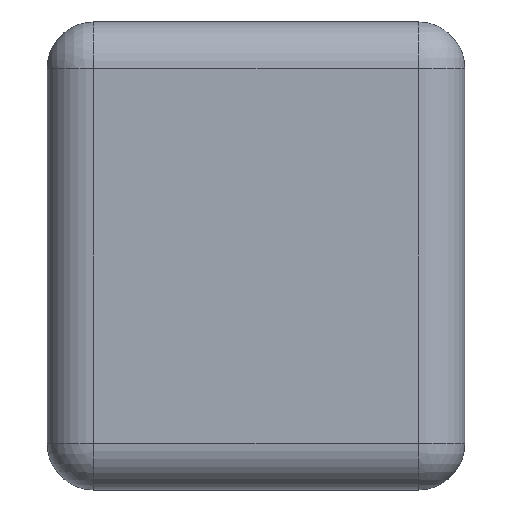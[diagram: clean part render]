
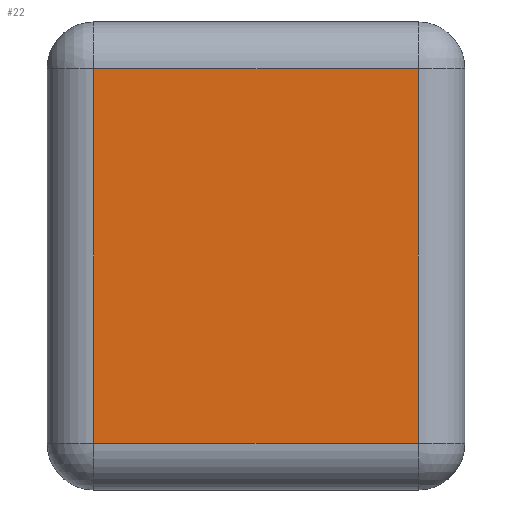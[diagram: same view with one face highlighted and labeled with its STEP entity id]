
A CAD part, left-side view. The second image highlights one B-rep face of the part: STEP entity #22.
In plain terms, the highlighted planar face has unit normal (-1, 0, 0).
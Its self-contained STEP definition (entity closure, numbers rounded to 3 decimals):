
#22=ADVANCED_FACE('',(#23),#57,.F.);
#23=FACE_BOUND('',#24,.T.);
#24=EDGE_LOOP('',(#25,#35,#43,#51));
#25=ORIENTED_EDGE('',*,*,#26,.T.);
#26=EDGE_CURVE('',#27,#29,#31,.T.);
#27=VERTEX_POINT('',#28);
#28=CARTESIAN_POINT('',(-1.0,-0.485,1.26));
#29=VERTEX_POINT('',#30);
#30=CARTESIAN_POINT('',(-1.0,0.485,1.26));
#31=LINE('',#32,#33);
#32=CARTESIAN_POINT('',(-1.0,-0.625,1.26));
#33=VECTOR('',#34,1.0);
#34=DIRECTION('',(0.0,1.0,0.0));
#35=ORIENTED_EDGE('',*,*,#36,.T.);
#36=EDGE_CURVE('',#29,#37,#39,.F.);
#37=VERTEX_POINT('',#38);
#38=CARTESIAN_POINT('',(-1.0,0.485,0.14));
#39=LINE('',#40,#41);
#40=CARTESIAN_POINT('',(-1.0,0.485,0.0));
#41=VECTOR('',#42,1.0);
#42=DIRECTION('',(0.0,0.0,1.0));
#43=ORIENTED_EDGE('',*,*,#44,.T.);
#44=EDGE_CURVE('',#37,#45,#47,.F.);
#45=VERTEX_POINT('',#46);
#46=CARTESIAN_POINT('',(-1.0,-0.485,0.14));
#47=LINE('',#48,#49);
#48=CARTESIAN_POINT('',(-1.0,-0.625,0.14));
#49=VECTOR('',#50,1.0);
#50=DIRECTION('',(0.0,1.0,0.0));
#51=ORIENTED_EDGE('',*,*,#52,.T.);
#52=EDGE_CURVE('',#45,#27,#53,.T.);
#53=LINE('',#54,#55);
#54=CARTESIAN_POINT('',(-1.0,-0.485,0.0));
#55=VECTOR('',#56,1.0);
#56=DIRECTION('',(0.0,0.0,1.0));
#57=PLANE('',#58);
#58=AXIS2_PLACEMENT_3D('',#59,#60,#61);
#59=CARTESIAN_POINT('',(-1.0,-0.625,0.0));
#60=DIRECTION('',(1.0,0.0,0.0));
#61=DIRECTION('',(0.0,0.0,1.0));
